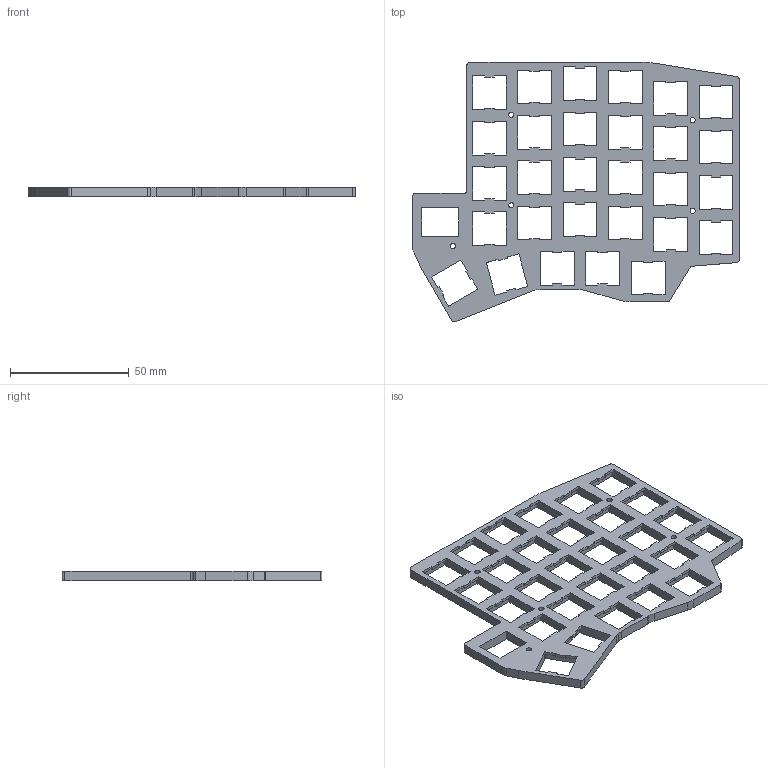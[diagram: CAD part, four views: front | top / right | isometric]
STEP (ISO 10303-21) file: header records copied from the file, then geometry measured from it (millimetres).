
FILE_DESCRIPTION(/* description */ ('STEP AP242','CAx-IF Rec.Pracs.---Representation and Presentation of Product Manufacturing Information (PMI)---4.0---2014-10-13','CAx-IF Rec.Pracs.---3D Tessellated Geometry---0.4---2014-09-14','2;1'),/* implementation_level */ '2;1');
FILE_NAME(/* name */ '669cd45a84f1ea5c4d545dbd',/* time_stamp */ '2024-07-21T09:26:52Z',/* author */ (''),/* organization */ (''),/* preprocessor_version */ 'ST-DEVELOPER v20',/* originating_system */ ' ',/* authorisation */ ' ');
FILE_SCHEMA (('AP242_MANAGED_MODEL_BASED_3D_ENGINEERING_MIM_LF { 1 0 10303 442 1 1 4 }'));
Length unit declared in the file: metre
Products named in the file (1): Top Plate
Bounding box: 137.19 x 109.24 x 4 mm (x, y, z)
Volume: 21360.7 mm3; surface area: 21076.8 mm2
Topology: 1 solids, 1 shells, 528 faces, 1570 edges, 1044 vertices
Faces by surface type: plane 507, cylinder 21
Full cylindrical faces by diameter (mm): 2.2 x5
Entity records: 17489 total; most frequent: CARTESIAN_POINT 3138, ORIENTED_EDGE 3130, DIRECTION 2665, EDGE_CURVE 1565, LINE 1523, VECTOR 1523, VERTEX_POINT 1044, EDGE_LOOP 603
